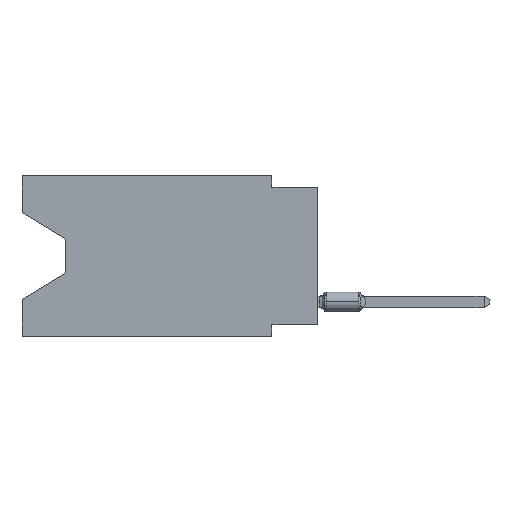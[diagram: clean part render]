
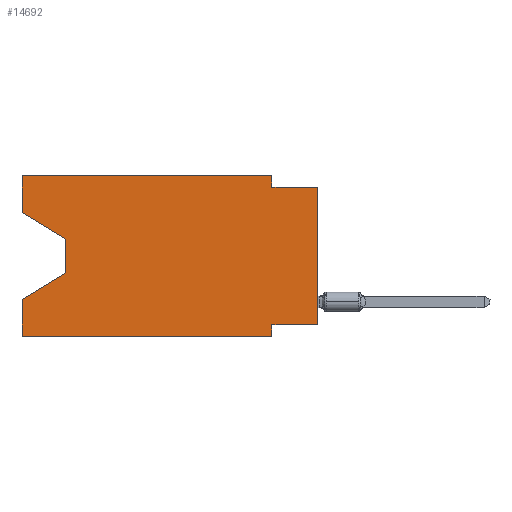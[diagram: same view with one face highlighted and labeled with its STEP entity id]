
A CAD part, left-side view. The second image highlights one B-rep face of the part: STEP entity #14692.
In plain terms, the highlighted planar face has unit normal (-1, 0, 0).
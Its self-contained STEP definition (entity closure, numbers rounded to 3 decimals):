
#145 = ORIENTED_EDGE ( 'NONE', *, *, #20164, .T. ) ;
#574 = LINE ( 'NONE', #16015, #14678 ) ;
#660 = VERTEX_POINT ( 'NONE', #2153 ) ;
#855 = LINE ( 'NONE', #12665, #8220 ) ;
#999 = EDGE_CURVE ( 'NONE', #7014, #4481, #855, .T. ) ;
#2011 = VECTOR ( 'NONE', #11891, 1000. ) ;
#2133 = VERTEX_POINT ( 'NONE', #3266 ) ;
#2153 = CARTESIAN_POINT ( 'NONE',  ( 0., 13.97, -3.505 ) ) ;
#2427 = CARTESIAN_POINT ( 'NONE',  ( 0., 0., -8.255 ) ) ;
#2482 = EDGE_CURVE ( 'NONE', #2133, #4481, #8681, .T. ) ;
#2999 = EDGE_CURVE ( 'NONE', #12809, #3486, #574, .T. ) ;
#3157 = ORIENTED_EDGE ( 'NONE', *, *, #6134, .F. ) ;
#3266 = CARTESIAN_POINT ( 'NONE',  ( 0., 2.54, -0.635 ) ) ;
#3350 = DIRECTION ( 'NONE',  ( 0., -1., 0. ) ) ;
#3486 = VERTEX_POINT ( 'NONE', #5541 ) ;
#3602 = VERTEX_POINT ( 'NONE', #16116 ) ;
#3603 = VECTOR ( 'NONE', #18991, 1000. ) ;
#3793 = ORIENTED_EDGE ( 'NONE', *, *, #8103, .F. ) ;
#4223 = ORIENTED_EDGE ( 'NONE', *, *, #2482, .F. ) ;
#4291 = ORIENTED_EDGE ( 'NONE', *, *, #11604, .F. ) ;
#4442 = CARTESIAN_POINT ( 'NONE',  ( 0., 0., -8.255 ) ) ;
#4481 = VERTEX_POINT ( 'NONE', #7541 ) ;
#4509 = DIRECTION ( 'NONE',  ( 1., 0., 0. ) ) ;
#4756 = DIRECTION ( 'NONE',  ( 0., 1., 0. ) ) ;
#4899 = EDGE_CURVE ( 'NONE', #7014, #8740, #9669, .T. ) ;
#5141 = LINE ( 'NONE', #12100, #3603 ) ;
#5292 = VECTOR ( 'NONE', #17183, 1000. ) ;
#5476 = LINE ( 'NONE', #6730, #5292 ) ;
#5541 = CARTESIAN_POINT ( 'NONE',  ( 0., 2.54, 0. ) ) ;
#5848 = CARTESIAN_POINT ( 'NONE',  ( 0., 16.383, -2.038 ) ) ;
#6134 = EDGE_CURVE ( 'NONE', #8740, #10397, #16914, .T. ) ;
#6307 = PLANE ( 'NONE',  #20285 ) ;
#6730 = CARTESIAN_POINT ( 'NONE',  ( 0., 2.54, 0. ) ) ;
#7014 = VERTEX_POINT ( 'NONE', #2427 ) ;
#7239 = VECTOR ( 'NONE', #4756, 1000. ) ;
#7388 = DIRECTION ( 'NONE',  ( 0., -1., 0. ) ) ;
#7505 = LINE ( 'NONE', #14430, #15339 ) ;
#7541 = CARTESIAN_POINT ( 'NONE',  ( 0., 0., -0.635 ) ) ;
#7610 = ORIENTED_EDGE ( 'NONE', *, *, #4899, .F. ) ;
#7672 = ORIENTED_EDGE ( 'NONE', *, *, #22403, .T. ) ;
#7784 = ORIENTED_EDGE ( 'NONE', *, *, #19328, .T. ) ;
#8103 = EDGE_CURVE ( 'NONE', #3486, #2133, #5476, .T. ) ;
#8220 = VECTOR ( 'NONE', #21274, 1000. ) ;
#8681 = LINE ( 'NONE', #17303, #12115 ) ;
#8740 = VERTEX_POINT ( 'NONE', #20092 ) ;
#8814 = CARTESIAN_POINT ( 'NONE',  ( 0., 16.383, -8.89 ) ) ;
#9134 = LINE ( 'NONE', #14456, #9582 ) ;
#9516 = EDGE_CURVE ( 'NONE', #660, #19972, #9134, .T. ) ;
#9582 = VECTOR ( 'NONE', #16059, 1000. ) ;
#9669 = LINE ( 'NONE', #4442, #7239 ) ;
#9836 = DIRECTION ( 'NONE',  ( 0., 0., -1. ) ) ;
#9856 = CARTESIAN_POINT ( 'NONE',  ( 0., 2.54, -8.89 ) ) ;
#9887 = ORIENTED_EDGE ( 'NONE', *, *, #18295, .F. ) ;
#9917 = DIRECTION ( 'NONE',  ( 0., -1., 0. ) ) ;
#10397 = VERTEX_POINT ( 'NONE', #9856 ) ;
#10875 = ORIENTED_EDGE ( 'NONE', *, *, #9516, .T. ) ;
#11300 = VECTOR ( 'NONE', #16816, 1000. ) ;
#11604 = EDGE_CURVE ( 'NONE', #15719, #12809, #18564, .T. ) ;
#11784 = CARTESIAN_POINT ( 'NONE',  ( 0., 16.383, 0. ) ) ;
#11844 = LINE ( 'NONE', #22259, #18570 ) ;
#11891 = DIRECTION ( 'NONE',  ( 0., 0., 1. ) ) ;
#12100 = CARTESIAN_POINT ( 'NONE',  ( 0., 16.383, 0. ) ) ;
#12115 = VECTOR ( 'NONE', #3350, 1000. ) ;
#12665 = CARTESIAN_POINT ( 'NONE',  ( 0., 0., 0. ) ) ;
#12809 = VERTEX_POINT ( 'NONE', #17127 ) ;
#12908 = DIRECTION ( 'NONE',  ( 0., -0.855, -0.519 ) ) ;
#13169 = EDGE_LOOP ( 'NONE', ( #7672, #10875, #7784, #9887, #145, #3157, #7610, #20926, #4223, #3793, #17064, #4291 ) ) ;
#14430 = CARTESIAN_POINT ( 'NONE',  ( 0., 13.97, -5.385 ) ) ;
#14456 = CARTESIAN_POINT ( 'NONE',  ( 0., 13.97, -3.505 ) ) ;
#14678 = VECTOR ( 'NONE', #7388, 1000. ) ;
#14683 = CARTESIAN_POINT ( 'NONE',  ( 0., 16.383, -2.038 ) ) ;
#14692 = ADVANCED_FACE ( 'NONE', ( #18660 ), #6307, .F. ) ;
#14819 = LINE ( 'NONE', #5848, #14938 ) ;
#14938 = VECTOR ( 'NONE', #12908, 1000. ) ;
#14991 = DIRECTION ( 'NONE',  ( 0., 0.855, -0.519 ) ) ;
#15339 = VECTOR ( 'NONE', #14991, 1000. ) ;
#15719 = VERTEX_POINT ( 'NONE', #14683 ) ;
#16015 = CARTESIAN_POINT ( 'NONE',  ( 0., 16.383, 0. ) ) ;
#16059 = DIRECTION ( 'NONE',  ( 0., 0., -1. ) ) ;
#16116 = CARTESIAN_POINT ( 'NONE',  ( 0., 16.383, -6.852 ) ) ;
#16544 = CARTESIAN_POINT ( 'NONE',  ( 0., 16.383, 0. ) ) ;
#16816 = DIRECTION ( 'NONE',  ( 0., 0., -1. ) ) ;
#16914 = LINE ( 'NONE', #20101, #11300 ) ;
#17064 = ORIENTED_EDGE ( 'NONE', *, *, #2999, .F. ) ;
#17127 = CARTESIAN_POINT ( 'NONE',  ( 0., 16.383, 0. ) ) ;
#17183 = DIRECTION ( 'NONE',  ( 0., 0., -1. ) ) ;
#17303 = CARTESIAN_POINT ( 'NONE',  ( 0., 0., -0.635 ) ) ;
#18295 = EDGE_CURVE ( 'NONE', #22217, #3602, #5141, .T. ) ;
#18564 = LINE ( 'NONE', #11784, #2011 ) ;
#18570 = VECTOR ( 'NONE', #9917, 1000. ) ;
#18660 = FACE_OUTER_BOUND ( 'NONE', #13169, .T. ) ;
#18991 = DIRECTION ( 'NONE',  ( 0., 0., 1. ) ) ;
#19328 = EDGE_CURVE ( 'NONE', #19972, #3602, #7505, .T. ) ;
#19972 = VERTEX_POINT ( 'NONE', #21034 ) ;
#20092 = CARTESIAN_POINT ( 'NONE',  ( 0., 2.54, -8.255 ) ) ;
#20101 = CARTESIAN_POINT ( 'NONE',  ( 0., 2.54, -8.89 ) ) ;
#20164 = EDGE_CURVE ( 'NONE', #22217, #10397, #11844, .T. ) ;
#20285 = AXIS2_PLACEMENT_3D ( 'NONE', #16544, #4509, #9836 ) ;
#20926 = ORIENTED_EDGE ( 'NONE', *, *, #999, .T. ) ;
#21034 = CARTESIAN_POINT ( 'NONE',  ( 0., 13.97, -5.385 ) ) ;
#21274 = DIRECTION ( 'NONE',  ( 0., 0., 1. ) ) ;
#22217 = VERTEX_POINT ( 'NONE', #8814 ) ;
#22259 = CARTESIAN_POINT ( 'NONE',  ( 0., 16.383, -8.89 ) ) ;
#22403 = EDGE_CURVE ( 'NONE', #15719, #660, #14819, .T. ) ;
